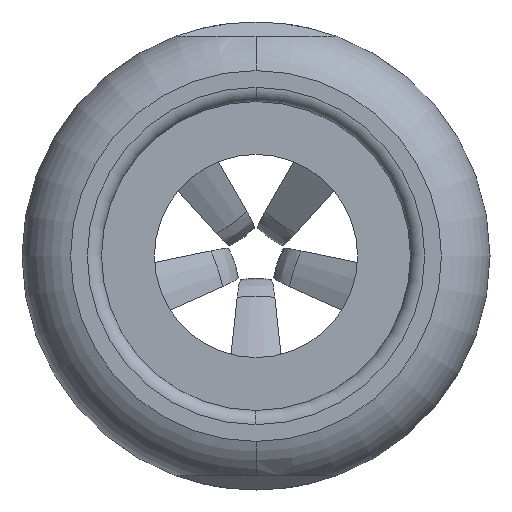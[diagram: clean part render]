
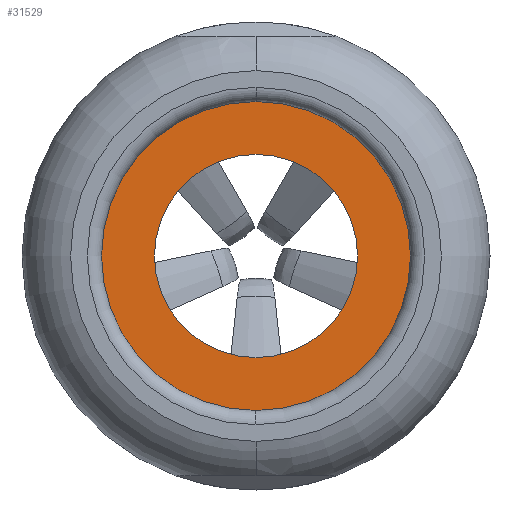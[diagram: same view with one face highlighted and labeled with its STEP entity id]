
A CAD part, front view. The second image highlights one B-rep face of the part: STEP entity #31529.
In plain terms, the highlighted planar face has unit normal (0, -1, 0).
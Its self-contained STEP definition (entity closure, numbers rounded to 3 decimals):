
#8361=CARTESIAN_POINT('',(0.,-24.033,0.));
#8362=DIRECTION('',(0.,-1.,0.));
#8363=DIRECTION('',(-1.,0.,0.));
#8364=AXIS2_PLACEMENT_3D('',#8361,#8362,#8363);
#8375=CARTESIAN_POINT('',(0.,-24.033,0.));
#8376=DIRECTION('',(0.,1.,0.));
#8377=DIRECTION('',(-1.,0.,0.));
#8378=AXIS2_PLACEMENT_3D('',#8375,#8376,#8377);
#8380=CARTESIAN_POINT('',(0.,-24.033,0.));
#8381=DIRECTION('',(0.,1.,0.));
#8382=DIRECTION('',(0.,0.,-1.));
#8383=AXIS2_PLACEMENT_3D('',#8380,#8381,#8382);
#8619=CARTESIAN_POINT('',(0.,-24.033,0.));
#8620=DIRECTION('',(0.,1.,0.));
#8621=DIRECTION('',(0.,0.,1.));
#8622=AXIS2_PLACEMENT_3D('',#8619,#8620,#8621);
#16920=CARTESIAN_POINT('',(-5.75,-24.033,0.));
#16921=CARTESIAN_POINT('',(5.75,-24.033,0.));
#16922=VERTEX_POINT('',#16920);
#16923=VERTEX_POINT('',#16921);
#16936=CARTESIAN_POINT('',(0.,-24.033,-9.417));
#16937=CARTESIAN_POINT('',(0.,-24.033,9.417));
#16938=VERTEX_POINT('',#16936);
#16939=VERTEX_POINT('',#16937);
#31514=CARTESIAN_POINT('',(0.,-24.033,0.));
#31515=DIRECTION('',(0.,1.,0.));
#31516=DIRECTION('',(1.,0.,0.));
#31517=AXIS2_PLACEMENT_3D('',#31514,#31515,#31516);
#31518=PLANE('',#31517);
#31520=ORIENTED_EDGE('',*,*,#31519,.T.);
#31522=ORIENTED_EDGE('',*,*,#31521,.T.);
#31523=EDGE_LOOP('',(#31520,#31522));
#31524=FACE_OUTER_BOUND('',#31523,.F.);
#31525=ORIENTED_EDGE('',*,*,#31508,.F.);
#31526=ORIENTED_EDGE('',*,*,#31494,.T.);
#31527=EDGE_LOOP('',(#31525,#31526));
#31528=FACE_BOUND('',#31527,.F.);
#31529=ADVANCED_FACE('',(#31524,#31528),#31518,.F.);
#8365=CIRCLE('',#8364,5.75);
#8379=CIRCLE('',#8378,5.75);
#8384=CIRCLE('',#8383,9.417);
#8623=CIRCLE('',#8622,9.417);
#31494=EDGE_CURVE('',#16922,#16923,#8365,.T.);
#31508=EDGE_CURVE('',#16922,#16923,#8379,.T.);
#31519=EDGE_CURVE('',#16938,#16939,#8384,.T.);
#31521=EDGE_CURVE('',#16939,#16938,#8623,.T.);
